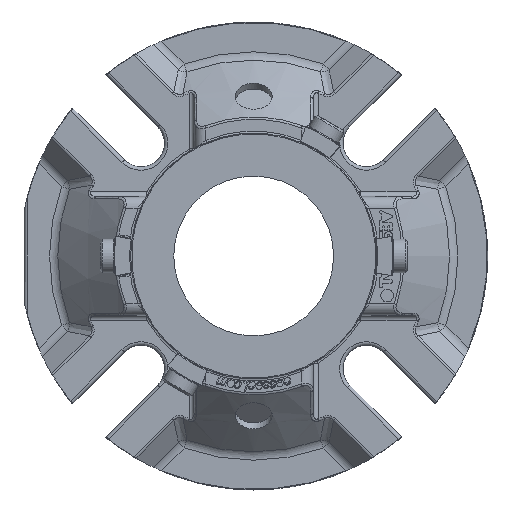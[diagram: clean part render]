
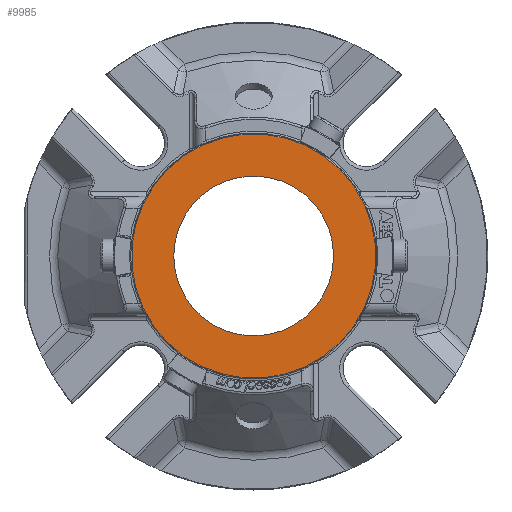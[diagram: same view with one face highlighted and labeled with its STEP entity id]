
A CAD part, left-side view. The second image highlights one B-rep face of the part: STEP entity #9985.
In plain terms, the highlighted planar face has unit normal (-1, 0, 0).
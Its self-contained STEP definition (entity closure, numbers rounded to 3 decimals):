
#1935=PLANE('',#10989);
#4483=ORIENTED_EDGE('',*,*,#4935,.T.);
#4484=ORIENTED_EDGE('',*,*,#6215,.T.);
#4935=EDGE_CURVE('',#6427,#6427,#7375,.T.);
#6215=EDGE_CURVE('',#7235,#7235,#7840,.F.);
#6427=VERTEX_POINT('',#13739);
#7235=VERTEX_POINT('',#20613);
#7375=CIRCLE('',#10075,23.813);
#7840=CIRCLE('',#10990,36.398);
#8508=EDGE_LOOP('',(#4483));
#8509=EDGE_LOOP('',(#4484));
#9202=FACE_BOUND('',#8508,.T.);
#9203=FACE_BOUND('',#8509,.T.);
#9985=ADVANCED_FACE('',(#9202,#9203),#1935,.F.);
#10075=AXIS2_PLACEMENT_3D('',#13738,#11129,#11130);
#10989=AXIS2_PLACEMENT_3D('',#20611,#13408,#13409);
#10990=AXIS2_PLACEMENT_3D('',#20612,#13410,#13411);
#11129=DIRECTION('',(1.,0.,0.));
#11130=DIRECTION('',(0.,1.,0.));
#13408=DIRECTION('',(1.,0.,0.));
#13409=DIRECTION('',(0.,-0.707,-0.707));
#13410=DIRECTION('',(1.,0.,0.));
#13411=DIRECTION('',(0.,-0.707,-0.707));
#13738=CARTESIAN_POINT('',(-53.454,0.,0.));
#13739=CARTESIAN_POINT('',(-53.454,23.813,0.));
#20611=CARTESIAN_POINT('',(-53.454,25.917,25.917));
#20612=CARTESIAN_POINT('',(-53.454,0.,0.));
#20613=CARTESIAN_POINT('',(-53.454,-25.737,-25.737));
